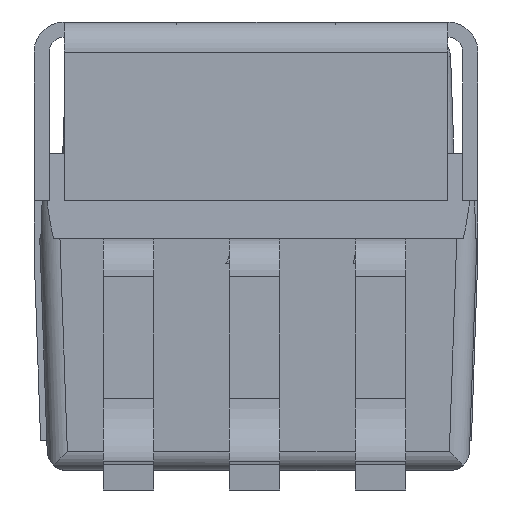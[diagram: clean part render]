
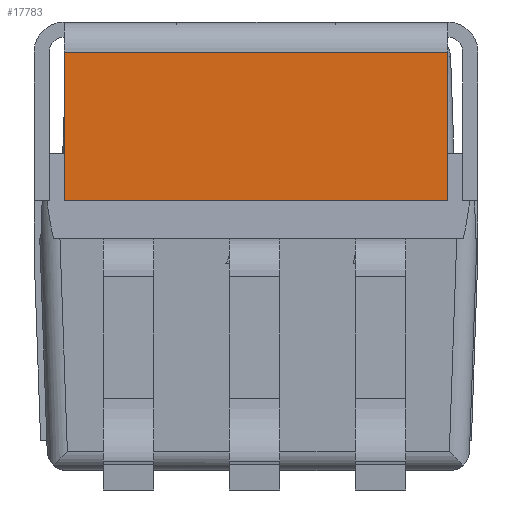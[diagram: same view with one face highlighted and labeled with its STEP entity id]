
A CAD part, left-side view. The second image highlights one B-rep face of the part: STEP entity #17783.
In plain terms, the highlighted planar face has unit normal (-1, 0, 0).
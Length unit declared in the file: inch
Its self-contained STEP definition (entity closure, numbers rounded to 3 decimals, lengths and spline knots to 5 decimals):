
#17234=CARTESIAN_POINT('',(-0.335,0.0755,0.025));
#17235=VERTEX_POINT('',#17234);
#17242=CARTESIAN_POINT('',(-0.335,0.0755,0.084));
#17243=VERTEX_POINT('',#17242);
#17244=CARTESIAN_POINT('',(-0.335,0.0755,0.084));
#17245=DIRECTION('',(0.0,0.0,-1.0));
#17246=VECTOR('',#17245,0.059);
#17247=LINE('',#17244,#17246);
#17248=EDGE_CURVE('',#17243,#17235,#17247,.T.);
#17662=CARTESIAN_POINT('',(-0.335,-0.07664,0.084));
#17663=VERTEX_POINT('',#17662);
#17671=CARTESIAN_POINT('',(-0.335,-0.07664,0.025));
#17672=VERTEX_POINT('',#17671);
#17673=CARTESIAN_POINT('',(-0.335,-0.07664,0.025));
#17674=DIRECTION('',(0.0,0.0,1.0));
#17675=VECTOR('',#17674,0.059);
#17676=LINE('',#17673,#17675);
#17677=EDGE_CURVE('',#17672,#17663,#17676,.T.);
#17700=CARTESIAN_POINT('',(-0.335,-0.07664,0.084));
#17701=DIRECTION('',(0.0,1.0,0.0));
#17702=VECTOR('',#17701,0.15215);
#17703=LINE('',#17700,#17702);
#17704=EDGE_CURVE('',#17663,#17243,#17703,.T.);
#17763=CARTESIAN_POINT('',(-0.335,-0.07664,0.025));
#17764=DIRECTION('',(0.0,1.0,0.0));
#17765=VECTOR('',#17764,0.15215);
#17766=LINE('',#17763,#17765);
#17767=EDGE_CURVE('',#17672,#17235,#17766,.T.);
#17772=CARTESIAN_POINT('',(-0.335,-0.00057,0.06129));
#17773=DIRECTION('',(-1.0,0.0,0.0));
#17774=DIRECTION('',(0.0,0.0,1.0));
#17775=AXIS2_PLACEMENT_3D('',#17772,#17773,#17774);
#17776=PLANE('',#17775);
#17777=ORIENTED_EDGE('',*,*,#17248,.T.);
#17778=ORIENTED_EDGE('',*,*,#17767,.F.);
#17779=ORIENTED_EDGE('',*,*,#17677,.T.);
#17780=ORIENTED_EDGE('',*,*,#17704,.T.);
#17781=EDGE_LOOP('',(#17777,#17778,#17779,#17780));
#17782=FACE_OUTER_BOUND('',#17781,.T.);
#17783=ADVANCED_FACE('',(#17782),#17776,.T.);
